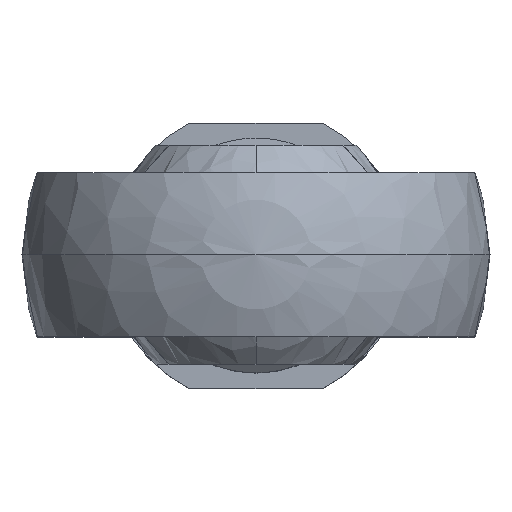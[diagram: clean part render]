
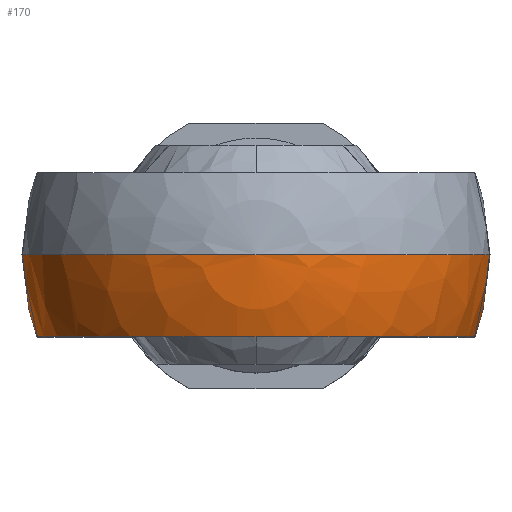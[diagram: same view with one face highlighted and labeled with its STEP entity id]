
A CAD part, top view. The second image highlights one B-rep face of the part: STEP entity #170.
In plain terms, the highlighted spherical face has radius 15 mm.
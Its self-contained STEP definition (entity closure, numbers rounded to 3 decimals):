
#170=ADVANCED_FACE('',(#313),#314,.T.);
#313=FACE_OUTER_BOUND('',#450,.T.);
#314=SPHERICAL_SURFACE('',#451,15.0);
#450=EDGE_LOOP('',(#660,#661,#662,#663,#664));
#451=AXIS2_PLACEMENT_3D('',#665,#666,#667);
#660=ORIENTED_EDGE('',*,*,#857,.T.);
#661=ORIENTED_EDGE('',*,*,#861,.T.);
#662=ORIENTED_EDGE('',*,*,#883,.T.);
#663=ORIENTED_EDGE('',*,*,#889,.T.);
#664=ORIENTED_EDGE('',*,*,#891,.T.);
#665=CARTESIAN_POINT('',(0.0,0.0,0.));
#666=DIRECTION('',(0.0,0.0,1.0));
#667=DIRECTION('',(1.0,0.0,0.0));
#857=EDGE_CURVE('',#989,#990,#991,.T.);
#861=EDGE_CURVE('',#990,#996,#998,.T.);
#883=EDGE_CURVE('',#996,#1029,#1031,.T.);
#889=EDGE_CURVE('',#1029,#1038,#1040,.T.);
#891=EDGE_CURVE('',#1038,#989,#1042,.T.);
#989=VERTEX_POINT('',#1169);
#990=VERTEX_POINT('',#1170);
#991=CIRCLE('',#1171,15.0);
#996=VERTEX_POINT('',#1176);
#998=CIRCLE('',#1178,15.0);
#1029=VERTEX_POINT('',#1231);
#1031=CIRCLE('',#1242,12.721);
#1038=VERTEX_POINT('',#1249);
#1040=CIRCLE('',#1260,14.051);
#1042=CIRCLE('',#1262,12.721);
#1169=CARTESIAN_POINT('',(12.721,0.,-7.949));
#1170=CARTESIAN_POINT('',(0.0,0.0,15.0));
#1171=AXIS2_PLACEMENT_3D('',#1413,#1414,#1415);
#1176=CARTESIAN_POINT('',(-12.721,0.,-7.949));
#1178=AXIS2_PLACEMENT_3D('',#1425,#1426,#1427);
#1231=CARTESIAN_POINT('',(-11.587,-5.25,-7.949));
#1242=AXIS2_PLACEMENT_3D('',#1456,#1457,#1458);
#1249=CARTESIAN_POINT('',(11.587,-5.25,-7.949));
#1260=AXIS2_PLACEMENT_3D('',#1465,#1466,#1467);
#1262=AXIS2_PLACEMENT_3D('',#1468,#1469,#1470);
#1413=CARTESIAN_POINT('',(0.0,0.0,0.));
#1414=DIRECTION('',(0.,-1.0,0.0));
#1415=DIRECTION('',(0.0,0.0,1.0));
#1425=CARTESIAN_POINT('',(0.0,0.0,0.));
#1426=DIRECTION('',(0.,-1.0,0.0));
#1427=DIRECTION('',(0.0,0.0,1.0));
#1456=CARTESIAN_POINT('',(0.0,0.0,-7.949));
#1457=DIRECTION('',(0.0,0.0,1.0));
#1458=DIRECTION('',(1.0,0.0,0.0));
#1465=CARTESIAN_POINT('',(0.0,-5.25,0.));
#1466=DIRECTION('',(-0.0,1.0,0.0));
#1467=DIRECTION('',(0.0,0.0,-1.0));
#1468=CARTESIAN_POINT('',(0.0,0.0,-7.949));
#1469=DIRECTION('',(0.0,0.0,1.0));
#1470=DIRECTION('',(1.0,0.0,0.0));
